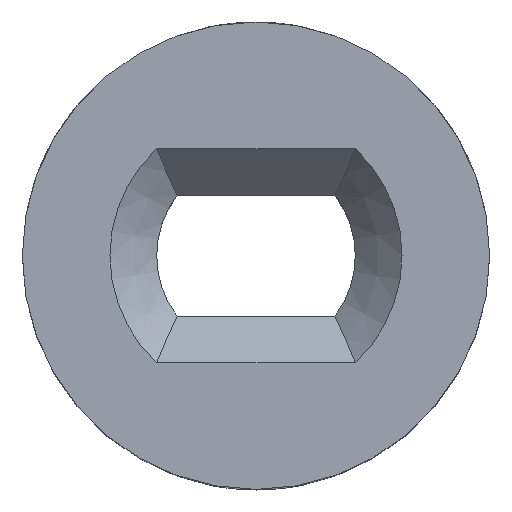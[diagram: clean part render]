
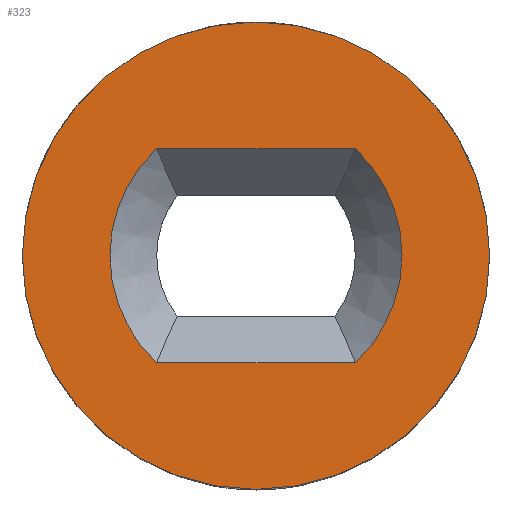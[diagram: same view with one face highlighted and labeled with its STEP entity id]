
A CAD part, top view. The second image highlights one B-rep face of the part: STEP entity #323.
In plain terms, the highlighted planar face has unit normal (0, 0, 1).
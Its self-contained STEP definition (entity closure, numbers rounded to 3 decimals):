
#16=FACE_BOUND('',#68,.T.);
#31=PLANE('',#368);
#48=FACE_OUTER_BOUND('',#67,.T.);
#67=EDGE_LOOP('',(#264));
#68=EDGE_LOOP('',(#265,#266,#267,#268));
#105=LINE('',#791,#122);
#107=LINE('',#794,#124);
#122=VECTOR('',#415,10.);
#124=VECTOR('',#419,10.);
#136=CIRCLE('',#358,3.75);
#139=CIRCLE('',#362,3.75);
#141=CIRCLE('',#369,6.);
#158=VERTEX_POINT('',#761);
#159=VERTEX_POINT('',#762);
#164=VERTEX_POINT('',#779);
#165=VERTEX_POINT('',#784);
#169=VERTEX_POINT('',#807);
#191=EDGE_CURVE('',#158,#159,#136,.T.);
#197=EDGE_CURVE('',#164,#165,#139,.T.);
#199=EDGE_CURVE('',#159,#164,#105,.T.);
#201=EDGE_CURVE('',#165,#158,#107,.T.);
#208=EDGE_CURVE('',#169,#169,#141,.T.);
#264=ORIENTED_EDGE('',*,*,#208,.T.);
#265=ORIENTED_EDGE('',*,*,#197,.F.);
#266=ORIENTED_EDGE('',*,*,#199,.F.);
#267=ORIENTED_EDGE('',*,*,#191,.F.);
#268=ORIENTED_EDGE('',*,*,#201,.F.);
#323=ADVANCED_FACE('',(#48,#16),#31,.T.);
#358=AXIS2_PLACEMENT_3D('',#763,#403,#404);
#362=AXIS2_PLACEMENT_3D('',#785,#411,#412);
#368=AXIS2_PLACEMENT_3D('',#806,#431,#432);
#369=AXIS2_PLACEMENT_3D('',#808,#433,#434);
#403=DIRECTION('center_axis',(0.,0.,1.));
#404=DIRECTION('ref_axis',(0.794,-0.608,0.));
#411=DIRECTION('center_axis',(0.,0.,1.));
#412=DIRECTION('ref_axis',(-0.794,0.608,0.));
#415=DIRECTION('',(-1.,0.,0.));
#419=DIRECTION('',(1.,0.,0.));
#431=DIRECTION('center_axis',(0.,0.,1.));
#432=DIRECTION('ref_axis',(1.,0.,0.));
#433=DIRECTION('center_axis',(0.,0.,1.));
#434=DIRECTION('ref_axis',(-1.,0.,0.));
#761=CARTESIAN_POINT('',(4.646,-2.75,5.));
#762=CARTESIAN_POINT('',(4.646,2.75,5.));
#763=CARTESIAN_POINT('Origin',(2.097,0.,5.));
#779=CARTESIAN_POINT('',(-0.453,2.75,5.));
#784=CARTESIAN_POINT('',(-0.453,-2.75,5.));
#785=CARTESIAN_POINT('Origin',(2.097,0.,5.));
#791=CARTESIAN_POINT('',(3.109,2.75,5.));
#794=CARTESIAN_POINT('',(1.084,-2.75,5.));
#806=CARTESIAN_POINT('Origin',(2.097,0.,5.));
#807=CARTESIAN_POINT('',(8.097,0.,5.));
#808=CARTESIAN_POINT('Origin',(2.097,0.,5.));
